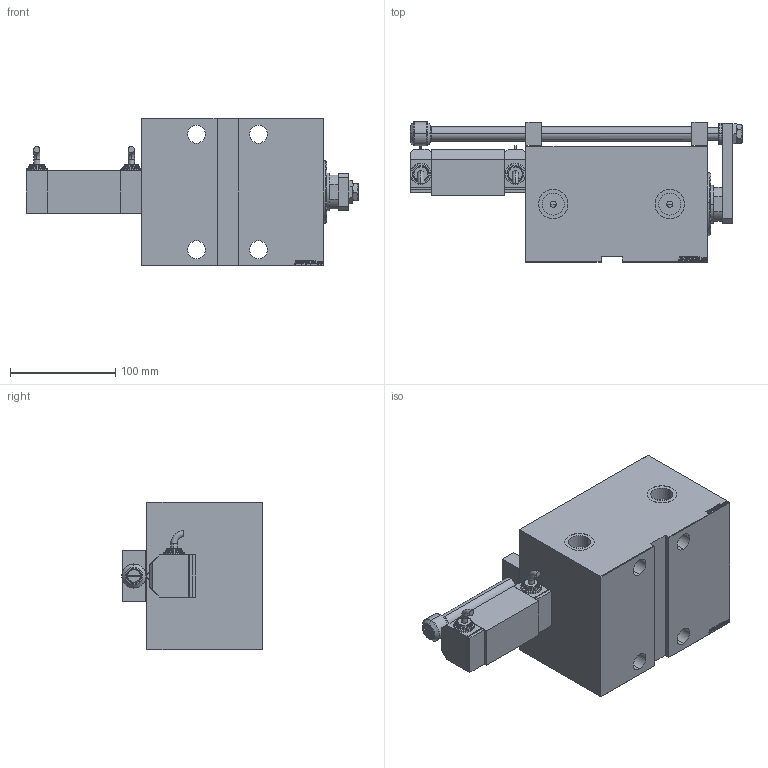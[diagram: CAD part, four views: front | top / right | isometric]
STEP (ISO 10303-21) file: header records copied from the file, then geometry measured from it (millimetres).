
FILE_DESCRIPTION (( 'STEP AP203' ), '1' );
FILE_NAME ('cb96.STEP', '2021-03-18T17:14:08', ( '' ), ( '' ), 'SwSTEP 2.0', 'SolidWorks 2019', '' );
FILE_SCHEMA (( 'CONFIG_CONTROL_DESIGN' ));
Length unit declared in the file: millimetre
Products named in the file (13): SWITCH DIM W_B 88cf24d6d5e69de6948debc07ddf0fb7; V450CM_VC_G 88cf24d6d5e69de6948debc07ddf0fb7; V450CM_G_VCP 88cf24d6d5e69de6948debc07ddf0fb7; KROUZEK_PRO_TYC 88cf24d6d5e69de6948debc07ddf0fb7; SWITCH P 88cf24d6d5e69de6948debc07ddf0fb7; NUT_D19_P 88cf24d6d5e69de6948debc07ddf0fb7; SWITCH_P_FRONT_BACK 88cf24d6d5e69de6948debc07ddf0fb7; V450CM_G 88cf24d6d5e69de6948debc07ddf0fb7; TYC_P 88cf24d6d5e69de6948debc07ddf0fb7; MIDDLE 88cf24d6d5e69de6948debc07ddf0fb7; ZARAZKA_P 88cf24d6d5e69de6948debc07ddf0fb7; cb96; NUT_D16 88cf24d6d5e69de6948debc07ddf0fb7
Assembly tree (14 placements, depth 2):
  cb96
    V450CM_G 88cf24d6d5e69de6948debc07ddf0fb7
    V450CM_G_VCP 88cf24d6d5e69de6948debc07ddf0fb7
    V450CM_VC_G 88cf24d6d5e69de6948debc07ddf0fb7
    NUT_D16 88cf24d6d5e69de6948debc07ddf0fb7
    NUT_D19_P 88cf24d6d5e69de6948debc07ddf0fb7
    SWITCH DIM W_B 88cf24d6d5e69de6948debc07ddf0fb7
    SWITCH P 88cf24d6d5e69de6948debc07ddf0fb7  x2
    SWITCH_P_FRONT_BACK 88cf24d6d5e69de6948debc07ddf0fb7  x2
    TYC_P 88cf24d6d5e69de6948debc07ddf0fb7
    ZARAZKA_P 88cf24d6d5e69de6948debc07ddf0fb7
    KROUZEK_PRO_TYC 88cf24d6d5e69de6948debc07ddf0fb7
    MIDDLE 88cf24d6d5e69de6948debc07ddf0fb7
Bounding box: 316 x 133.5 x 140 mm (x, y, z)
Volume: 2332032 mm3; surface area: 304225.2 mm2
Topology: 14 solids, 14 shells, 1099 faces, 2749 edges, 1806 vertices
Faces by surface type: plane 528, bspline 380, cylinder 122, cone 37, torus 32
Entity records: 49435 total; most frequent: CARTESIAN_POINT 25535, ORIENTED_EDGE 5198, DIRECTION 3434, EDGE_CURVE 2599, VERTEX_POINT 1710, VECTOR 1504, LINE 1504, EDGE_LOOP 1189
